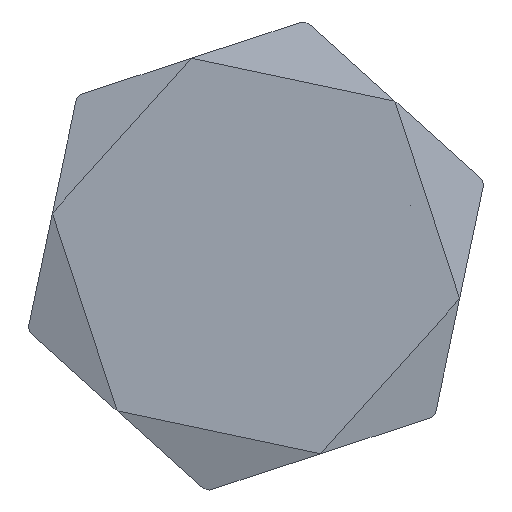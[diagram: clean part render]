
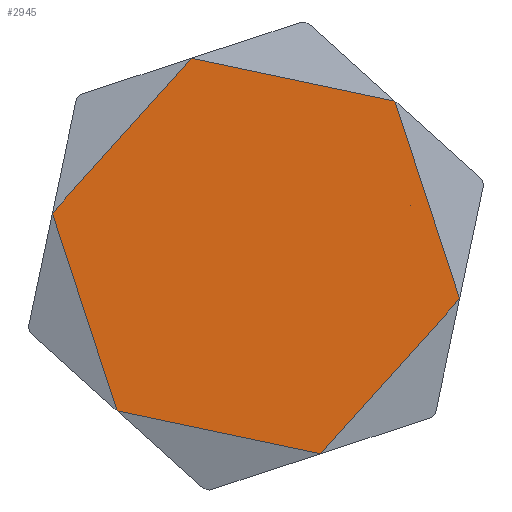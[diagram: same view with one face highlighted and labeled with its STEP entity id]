
A CAD part, left-side view. The second image highlights one B-rep face of the part: STEP entity #2945.
In plain terms, the highlighted free-form (B-spline) face has degree [1, 1] with [2, 2] control points.
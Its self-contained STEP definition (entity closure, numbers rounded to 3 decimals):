
#2837 = EDGE_CURVE('',#2838,#2838,#2840,.T.);
#2838 = VERTEX_POINT('',#2839);
#2839 = CARTESIAN_POINT('',(16.012,0.,
    0.));
#2840 = ( BOUNDED_CURVE() B_SPLINE_CURVE(2,(#2841,#2842,#2843,#2844,
    #2845,#2846,#2847,#2848,#2849),.UNSPECIFIED.,.T.,.F.) 
B_SPLINE_CURVE_WITH_KNOTS((3,2,2,2,3),(-3.142,-1.571,0.
,1.571,3.142),.UNSPECIFIED.) CURVE() 
GEOMETRIC_REPRESENTATION_ITEM() RATIONAL_B_SPLINE_CURVE((1.,
    0.707,1.,0.707,1.,0.707,1.,0.707
,1.)) REPRESENTATION_ITEM('') );
#2841 = CARTESIAN_POINT('',(16.012,0.,
    0.));
#2842 = CARTESIAN_POINT('',(16.012,0.,
    16.012));
#2843 = CARTESIAN_POINT('',(0.,0.,
    16.012));
#2844 = CARTESIAN_POINT('',(-16.012,0.,
    16.012));
#2845 = CARTESIAN_POINT('',(-16.012,0.,0.));
#2846 = CARTESIAN_POINT('',(-16.012,0.,
    -16.012));
#2847 = CARTESIAN_POINT('',(0.,0.,
    -16.012));
#2848 = CARTESIAN_POINT('',(16.012,0.,
    -16.012));
#2849 = CARTESIAN_POINT('',(16.012,0.,
    0.));
#2945 = ADVANCED_FACE('',(#2946,#2996),#2999,.T.);
#2946 = FACE_BOUND('',#2947,.T.);
#2947 = EDGE_LOOP('',(#2948,#2958,#2966,#2974,#2982,#2990));
#2948 = ORIENTED_EDGE('',*,*,#2949,.F.);
#2949 = EDGE_CURVE('',#2950,#2952,#2954,.T.);
#2950 = VERTEX_POINT('',#2951);
#2951 = CARTESIAN_POINT('',(-17.754,0.,-10.25));
#2952 = VERTEX_POINT('',#2953);
#2953 = CARTESIAN_POINT('',(-17.754,0.,10.25));
#2954 = ( BOUNDED_CURVE() B_SPLINE_CURVE(2,(#2955,#2956,#2957),
.UNSPECIFIED.,.F.,.F.) B_SPLINE_CURVE_WITH_KNOTS((3,3),(-0.524,
0.524),.PIECEWISE_BEZIER_KNOTS.) CURVE() 
GEOMETRIC_REPRESENTATION_ITEM() RATIONAL_B_SPLINE_CURVE((1.,
0.866,1.)) REPRESENTATION_ITEM('') );
#2955 = CARTESIAN_POINT('',(-17.754,0.,-10.25));
#2956 = CARTESIAN_POINT('',(-23.671,0.,
    0.));
#2957 = CARTESIAN_POINT('',(-17.754,0.,10.25));
#2958 = ORIENTED_EDGE('',*,*,#2959,.F.);
#2959 = EDGE_CURVE('',#2960,#2950,#2962,.T.);
#2960 = VERTEX_POINT('',#2961);
#2961 = CARTESIAN_POINT('',(0.,0.,-20.5
    ));
#2962 = ( BOUNDED_CURVE() B_SPLINE_CURVE(2,(#2963,#2964,#2965),
.UNSPECIFIED.,.F.,.F.) B_SPLINE_CURVE_WITH_KNOTS((3,3),(4.712,
5.76),.PIECEWISE_BEZIER_KNOTS.) CURVE() 
GEOMETRIC_REPRESENTATION_ITEM() RATIONAL_B_SPLINE_CURVE((1.,
0.866,1.)) REPRESENTATION_ITEM('') );
#2963 = CARTESIAN_POINT('',(0.,0.,-20.5)
  );
#2964 = CARTESIAN_POINT('',(-11.836,0.,-20.5));
#2965 = CARTESIAN_POINT('',(-17.754,0.,-10.25));
#2966 = ORIENTED_EDGE('',*,*,#2967,.F.);
#2967 = EDGE_CURVE('',#2968,#2960,#2970,.T.);
#2968 = VERTEX_POINT('',#2969);
#2969 = CARTESIAN_POINT('',(17.754,0.,-10.25));
#2970 = ( BOUNDED_CURVE() B_SPLINE_CURVE(2,(#2971,#2972,#2973),
.UNSPECIFIED.,.F.,.F.) B_SPLINE_CURVE_WITH_KNOTS((3,3),(3.665,
4.712),.PIECEWISE_BEZIER_KNOTS.) CURVE() 
GEOMETRIC_REPRESENTATION_ITEM() RATIONAL_B_SPLINE_CURVE((1.,
0.866,1.)) REPRESENTATION_ITEM('') );
#2971 = CARTESIAN_POINT('',(17.754,0.,-10.25));
#2972 = CARTESIAN_POINT('',(11.836,0.,-20.5));
#2973 = CARTESIAN_POINT('',(0.,0.,-20.5)
  );
#2974 = ORIENTED_EDGE('',*,*,#2975,.F.);
#2975 = EDGE_CURVE('',#2976,#2968,#2978,.T.);
#2976 = VERTEX_POINT('',#2977);
#2977 = CARTESIAN_POINT('',(17.754,0.,10.25));
#2978 = ( BOUNDED_CURVE() B_SPLINE_CURVE(2,(#2979,#2980,#2981),
.UNSPECIFIED.,.F.,.F.) B_SPLINE_CURVE_WITH_KNOTS((3,3),(2.618,
3.665),.PIECEWISE_BEZIER_KNOTS.) CURVE() 
GEOMETRIC_REPRESENTATION_ITEM() RATIONAL_B_SPLINE_CURVE((1.,
0.866,1.)) REPRESENTATION_ITEM('') );
#2979 = CARTESIAN_POINT('',(17.754,0.,10.25));
#2980 = CARTESIAN_POINT('',(23.671,0.,
    0.));
#2981 = CARTESIAN_POINT('',(17.754,0.,-10.25));
#2982 = ORIENTED_EDGE('',*,*,#2983,.F.);
#2983 = EDGE_CURVE('',#2984,#2976,#2986,.T.);
#2984 = VERTEX_POINT('',#2985);
#2985 = CARTESIAN_POINT('',(0.,0.,20.5)
  );
#2986 = ( BOUNDED_CURVE() B_SPLINE_CURVE(2,(#2987,#2988,#2989),
.UNSPECIFIED.,.F.,.F.) B_SPLINE_CURVE_WITH_KNOTS((3,3),(1.571,
2.618),.PIECEWISE_BEZIER_KNOTS.) CURVE() 
GEOMETRIC_REPRESENTATION_ITEM() RATIONAL_B_SPLINE_CURVE((1.,
0.866,1.)) REPRESENTATION_ITEM('') );
#2987 = CARTESIAN_POINT('',(0.,0.,20.5)
  );
#2988 = CARTESIAN_POINT('',(11.836,0.,20.5));
#2989 = CARTESIAN_POINT('',(17.754,0.,10.25));
#2990 = ORIENTED_EDGE('',*,*,#2991,.F.);
#2991 = EDGE_CURVE('',#2952,#2984,#2992,.T.);
#2992 = ( BOUNDED_CURVE() B_SPLINE_CURVE(2,(#2993,#2994,#2995),
.UNSPECIFIED.,.F.,.F.) B_SPLINE_CURVE_WITH_KNOTS((3,3),(0.524,
1.571),.PIECEWISE_BEZIER_KNOTS.) CURVE() 
GEOMETRIC_REPRESENTATION_ITEM() RATIONAL_B_SPLINE_CURVE((1.,
0.866,1.)) REPRESENTATION_ITEM('') );
#2993 = CARTESIAN_POINT('',(-17.754,0.,10.25));
#2994 = CARTESIAN_POINT('',(-11.836,0.,20.5));
#2995 = CARTESIAN_POINT('',(0.,0.,20.5)
  );
#2996 = FACE_BOUND('',#2997,.T.);
#2997 = EDGE_LOOP('',(#2998));
#2998 = ORIENTED_EDGE('',*,*,#2837,.F.);
#2999 = B_SPLINE_SURFACE_WITH_KNOTS('',1,1,(
    (#3000,#3001)
    ,(#3002,#3003
  )),.UNSPECIFIED.,.F.,.F.,.F.,(2,2),(2,2),(-2.051,2.051),(
    -0.843,3.893),.PIECEWISE_BEZIER_KNOTS.);
#3000 = CARTESIAN_POINT('',(-23.681,0.,20.51));
#3001 = CARTESIAN_POINT('',(23.681,0.,20.51));
#3002 = CARTESIAN_POINT('',(-23.681,0.,-20.51));
#3003 = CARTESIAN_POINT('',(23.681,0.,-20.51));
